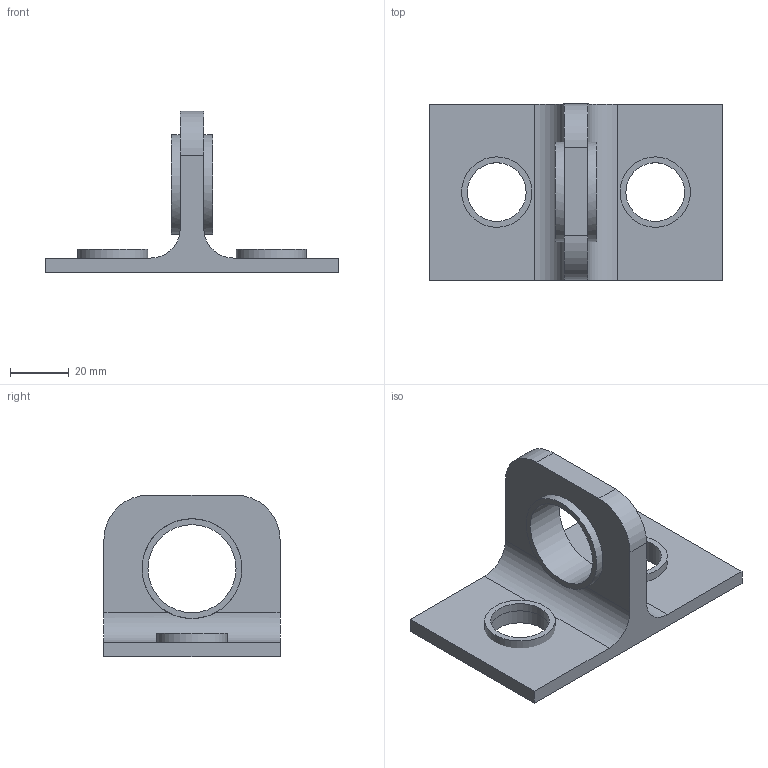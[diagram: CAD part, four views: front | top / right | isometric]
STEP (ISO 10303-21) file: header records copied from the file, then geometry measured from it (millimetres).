
FILE_DESCRIPTION(/* description */ (''),/* implementation_level */ '2;1');
FILE_NAME(/* name */ 'Exercise-30 v0.step',/* time_stamp */ '2025-09-17T14:49:05+05:30',/* author */ (''),/* organization */ (''),/* preprocessor_version */ 'ST-DEVELOPER v20.1',/* originating_system */ 'Autodesk Translation Framework v14.17.0.0',/* authorisation */ '');
FILE_SCHEMA (('AUTOMOTIVE_DESIGN { 1 0 10303 214 3 1 1 }'));
Length unit declared in the file: millimetre
Products named in the file (1): Exercise-30
Bounding box: 100 x 60 x 55 mm (x, y, z)
Volume: 49731.1 mm3; surface area: 22140.2 mm2
Topology: 3 solids, 3 shells, 29 faces, 69 edges, 46 vertices
Faces by surface type: plane 16, cylinder 13
Full cylindrical faces by diameter (mm): 20 x3, 24 x3, 30 x1, 34 x2
Entity records: 987 total; most frequent: CARTESIAN_POINT 173, DIRECTION 155, ORIENTED_EDGE 138, EDGE_CURVE 69, AXIS2_PLACEMENT_3D 58, VERTEX_POINT 46, EDGE_LOOP 39, LINE 39
